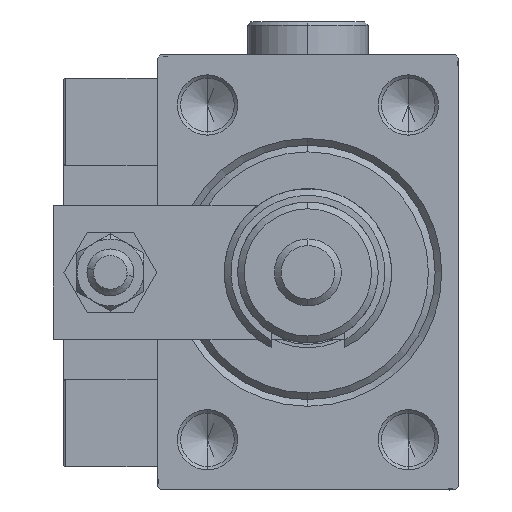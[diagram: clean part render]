
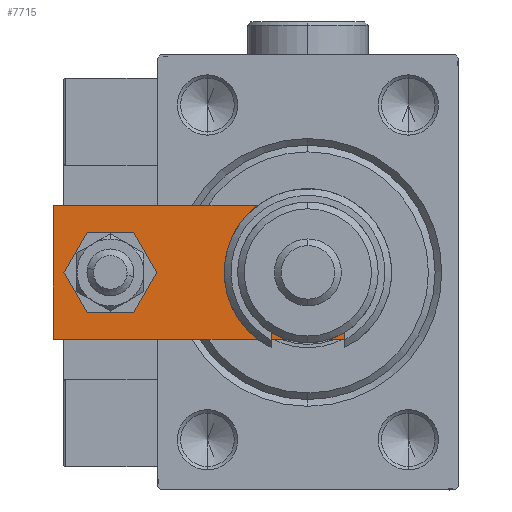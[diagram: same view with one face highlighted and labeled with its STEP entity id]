
A CAD part, left-side view. The second image highlights one B-rep face of the part: STEP entity #7715.
In plain terms, the highlighted face is planar.
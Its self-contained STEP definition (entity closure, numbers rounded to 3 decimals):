
#558 = VERTEX_POINT ( 'NONE', #4099 ) ;
#883 = VERTEX_POINT ( 'NONE', #30564 ) ;
#910 = DIRECTION ( 'NONE',  ( 0.707, -0.707, 0. ) ) ;
#1541 = DIRECTION ( 'NONE',  ( 0., 1., 0. ) ) ;
#1764 = DIRECTION ( 'NONE',  ( 0., 0., 1. ) ) ;
#1823 = AXIS2_PLACEMENT_3D ( 'NONE', #45393, #33071, #32512 ) ;
#2079 = EDGE_LOOP ( 'NONE', ( #17125, #48901 ) ) ;
#2307 = LINE ( 'NONE', #14623, #36249 ) ;
#2552 = FACE_BOUND ( 'NONE', #2079, .T. ) ;
#2777 = AXIS2_PLACEMENT_3D ( 'NONE', #9654, #4363, #46932 ) ;
#2936 = VERTEX_POINT ( 'NONE', #16351 ) ;
#3186 = AXIS2_PLACEMENT_3D ( 'NONE', #39270, #1764, #18827 ) ;
#4099 = CARTESIAN_POINT ( 'NONE',  ( -5.76, 0., 6. ) ) ;
#4271 = VECTOR ( 'NONE', #31051, 1000. ) ;
#4349 = CIRCLE ( 'NONE', #11506, 7.25 ) ;
#4363 = DIRECTION ( 'NONE',  ( 0., 0., 1. ) ) ;
#4397 = ORIENTED_EDGE ( 'NONE', *, *, #5302, .T. ) ;
#4976 = CIRCLE ( 'NONE', #3186, 7.25 ) ;
#5302 = EDGE_CURVE ( 'NONE', #33105, #43222, #6287, .T. ) ;
#6287 = LINE ( 'NONE', #27038, #45547 ) ;
#6471 = ORIENTED_EDGE ( 'NONE', *, *, #28395, .T. ) ;
#6752 = FACE_BOUND ( 'NONE', #54620, .T. ) ;
#7715 = ADVANCED_FACE ( 'NONE', ( #6752, #23834, #2552 ), #48215, .T. ) ;
#8480 = EDGE_CURVE ( 'NONE', #32802, #33105, #20591, .T. ) ;
#9654 = CARTESIAN_POINT ( 'NONE',  ( 0., 39.5, 6. ) ) ;
#9856 = CARTESIAN_POINT ( 'NONE',  ( -2.88, -2.88, 6. ) ) ;
#11506 = AXIS2_PLACEMENT_3D ( 'NONE', #50663, #29405, #46469 ) ;
#14623 = CARTESIAN_POINT ( 'NONE',  ( -10., 0., 6. ) ) ;
#15175 = DIRECTION ( 'NONE',  ( 1., 0., 0. ) ) ;
#15915 = CARTESIAN_POINT ( 'NONE',  ( 10., 48., 6. ) ) ;
#16351 = CARTESIAN_POINT ( 'NONE',  ( -10., 4.24, 6. ) ) ;
#17125 = ORIENTED_EDGE ( 'NONE', *, *, #35674, .F. ) ;
#17873 = CARTESIAN_POINT ( 'NONE',  ( 10., 48., 6. ) ) ;
#18827 = DIRECTION ( 'NONE',  ( 1., 0., 0. ) ) ;
#18882 = CIRCLE ( 'NONE', #2777, 4. ) ;
#19477 = CARTESIAN_POINT ( 'NONE',  ( 2.88, -2.88, 6. ) ) ;
#19518 = CARTESIAN_POINT ( 'NONE',  ( 7.25, 10., 6. ) ) ;
#20591 = LINE ( 'NONE', #19477, #55384 ) ;
#23010 = LINE ( 'NONE', #9856, #53640 ) ;
#23254 = VERTEX_POINT ( 'NONE', #19518 ) ;
#23823 = VECTOR ( 'NONE', #40783, 1000. ) ;
#23834 = FACE_OUTER_BOUND ( 'NONE', #32377, .T. ) ;
#24813 = DIRECTION ( 'NONE',  ( 0.707, 0.707, 0. ) ) ;
#25573 = EDGE_CURVE ( 'NONE', #23254, #53322, #4976, .T. ) ;
#26583 = LINE ( 'NONE', #17873, #4271 ) ;
#27038 = CARTESIAN_POINT ( 'NONE',  ( 10., 0., 6. ) ) ;
#27349 = ORIENTED_EDGE ( 'NONE', *, *, #30537, .T. ) ;
#28304 = ORIENTED_EDGE ( 'NONE', *, *, #43677, .F. ) ;
#28395 = EDGE_CURVE ( 'NONE', #558, #32802, #2307, .T. ) ;
#28810 = VERTEX_POINT ( 'NONE', #46395 ) ;
#28836 = DIRECTION ( 'NONE',  ( 0., 0., 1. ) ) ;
#29405 = DIRECTION ( 'NONE',  ( 0., 0., 1. ) ) ;
#30537 = EDGE_CURVE ( 'NONE', #28810, #2936, #32955, .T. ) ;
#30564 = CARTESIAN_POINT ( 'NONE',  ( -4., 39.5, 6. ) ) ;
#31051 = DIRECTION ( 'NONE',  ( -1., 0., 0. ) ) ;
#32091 = CARTESIAN_POINT ( 'NONE',  ( 5.76, 0., 6. ) ) ;
#32377 = EDGE_LOOP ( 'NONE', ( #27349, #39871, #6471, #49136, #4397, #35934 ) ) ;
#32512 = DIRECTION ( 'NONE',  ( 1., 0., 0. ) ) ;
#32802 = VERTEX_POINT ( 'NONE', #32091 ) ;
#32955 = LINE ( 'NONE', #36596, #23823 ) ;
#33071 = DIRECTION ( 'NONE',  ( 0., 0., 1. ) ) ;
#33105 = VERTEX_POINT ( 'NONE', #54617 ) ;
#33269 = EDGE_CURVE ( 'NONE', #43222, #28810, #26583, .T. ) ;
#33567 = CARTESIAN_POINT ( 'NONE',  ( 0., 39.5, 6. ) ) ;
#34287 = ORIENTED_EDGE ( 'NONE', *, *, #43290, .F. ) ;
#35674 = EDGE_CURVE ( 'NONE', #53322, #23254, #4349, .T. ) ;
#35934 = ORIENTED_EDGE ( 'NONE', *, *, #33269, .T. ) ;
#36249 = VECTOR ( 'NONE', #15175, 1000. ) ;
#36596 = CARTESIAN_POINT ( 'NONE',  ( -10., 48., 6. ) ) ;
#37200 = DIRECTION ( 'NONE',  ( 1., 0., 0. ) ) ;
#37635 = EDGE_CURVE ( 'NONE', #2936, #558, #23010, .T. ) ;
#39270 = CARTESIAN_POINT ( 'NONE',  ( 0., 10., 6. ) ) ;
#39517 = CARTESIAN_POINT ( 'NONE',  ( -7.25, 10., 6. ) ) ;
#39871 = ORIENTED_EDGE ( 'NONE', *, *, #37635, .T. ) ;
#40783 = DIRECTION ( 'NONE',  ( 0., -1., 0. ) ) ;
#42114 = CIRCLE ( 'NONE', #51036, 4. ) ;
#43222 = VERTEX_POINT ( 'NONE', #15915 ) ;
#43290 = EDGE_CURVE ( 'NONE', #47722, #883, #42114, .T. ) ;
#43677 = EDGE_CURVE ( 'NONE', #883, #47722, #18882, .T. ) ;
#45393 = CARTESIAN_POINT ( 'NONE',  ( 0., 0., 6. ) ) ;
#45547 = VECTOR ( 'NONE', #1541, 1000. ) ;
#46395 = CARTESIAN_POINT ( 'NONE',  ( -10., 48., 6. ) ) ;
#46469 = DIRECTION ( 'NONE',  ( 1., 0., 0. ) ) ;
#46932 = DIRECTION ( 'NONE',  ( 1., 0., 0. ) ) ;
#47722 = VERTEX_POINT ( 'NONE', #54144 ) ;
#48215 = PLANE ( 'NONE',  #1823 ) ;
#48901 = ORIENTED_EDGE ( 'NONE', *, *, #25573, .F. ) ;
#49136 = ORIENTED_EDGE ( 'NONE', *, *, #8480, .T. ) ;
#50663 = CARTESIAN_POINT ( 'NONE',  ( 0., 10., 6. ) ) ;
#51036 = AXIS2_PLACEMENT_3D ( 'NONE', #33567, #28836, #37200 ) ;
#53322 = VERTEX_POINT ( 'NONE', #39517 ) ;
#53640 = VECTOR ( 'NONE', #910, 1000. ) ;
#54144 = CARTESIAN_POINT ( 'NONE',  ( 4., 39.5, 6. ) ) ;
#54617 = CARTESIAN_POINT ( 'NONE',  ( 10., 4.24, 6. ) ) ;
#54620 = EDGE_LOOP ( 'NONE', ( #28304, #34287 ) ) ;
#55384 = VECTOR ( 'NONE', #24813, 1000. ) ;
